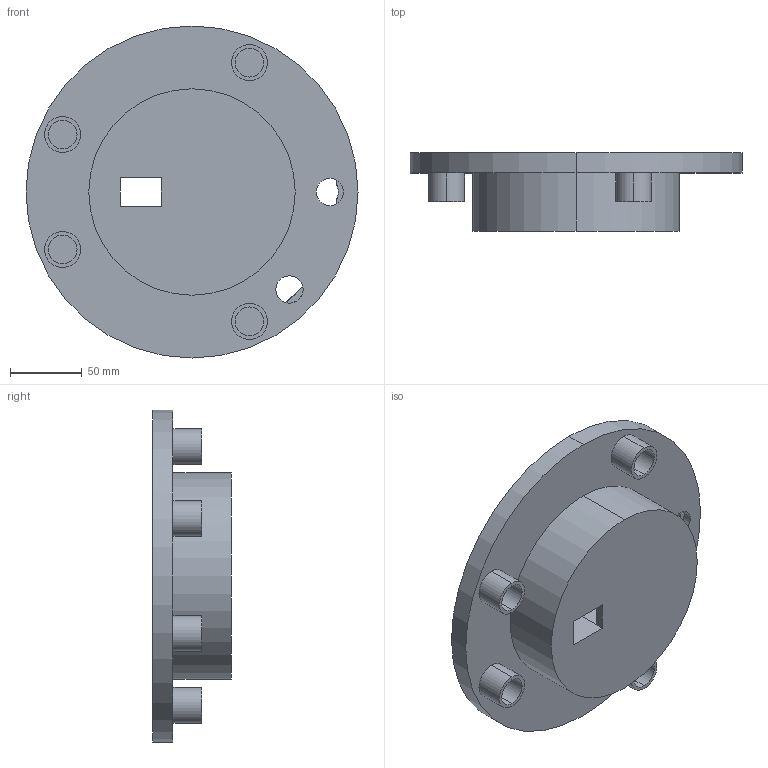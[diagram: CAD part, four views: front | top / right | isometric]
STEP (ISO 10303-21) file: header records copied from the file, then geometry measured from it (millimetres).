
FILE_DESCRIPTION (( 'STEP AP214' ), '1' );
FILE_NAME ('starwheel stator.STEP', '2025-12-09T04:52:05', ( 'ECN Micro Group' ), ( 'ECN Purdue University' ), 'SwSTEP 2.0', 'SolidWorks 2025', '' );
FILE_SCHEMA (( 'AUTOMOTIVE_DESIGN' ));
Length unit declared in the file: metre
Products named in the file (1): starwheel stator
Bounding box: 231 x 54.5 x 231 mm (x, y, z)
Volume: 895546.6 mm3; surface area: 137137.4 mm2
Topology: 1 solids, 1 shells, 52 faces, 120 edges, 78 vertices
Faces by surface type: cylinder 28, plane 24
Entity records: 1535 total; most frequent: DIRECTION 290, CARTESIAN_POINT 251, ORIENTED_EDGE 240, EDGE_CURVE 120, AXIS2_PLACEMENT_3D 117, VERTEX_POINT 78, EDGE_LOOP 66, CIRCLE 64
